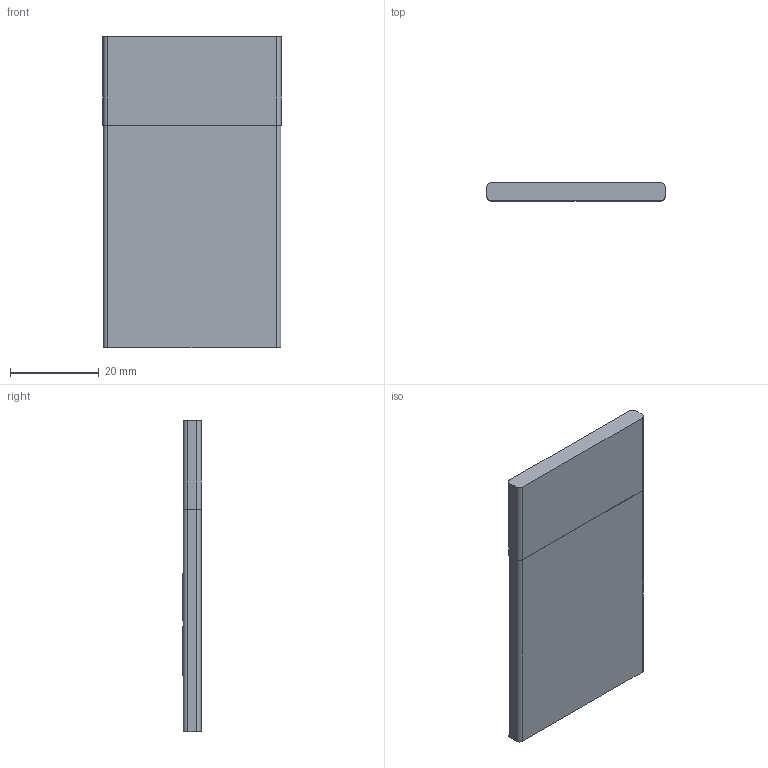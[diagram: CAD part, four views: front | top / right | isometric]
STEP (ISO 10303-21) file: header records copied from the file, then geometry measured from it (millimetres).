
FILE_DESCRIPTION (( 'STEP AP214' ), '1' );
FILE_NAME ('lipobat.STEP', '2020-08-18T12:25:36', ( '' ), ( '' ), 'SwSTEP 2.0', 'SolidWorks 2019', '' );
FILE_SCHEMA (( 'AUTOMOTIVE_DESIGN' ));
Length unit declared in the file: millimetre
Products named in the file (1): lipobat
Bounding box: 40.06 x 4.12 x 70 mm (x, y, z)
Volume: 11186.8 mm3; surface area: 6388.6 mm2
Topology: 1 solids, 1 shells, 190 faces, 498 edges, 332 vertices
Faces by surface type: plane 102, bspline 80, cylinder 8
Entity records: 12769 total; most frequent: CARTESIAN_POINT 6653, ORIENTED_EDGE 996, DIRECTION 576, EDGE_CURVE 498, VERTEX_POINT 332, VECTOR 322, LINE 322, EDGE_LOOP 212
